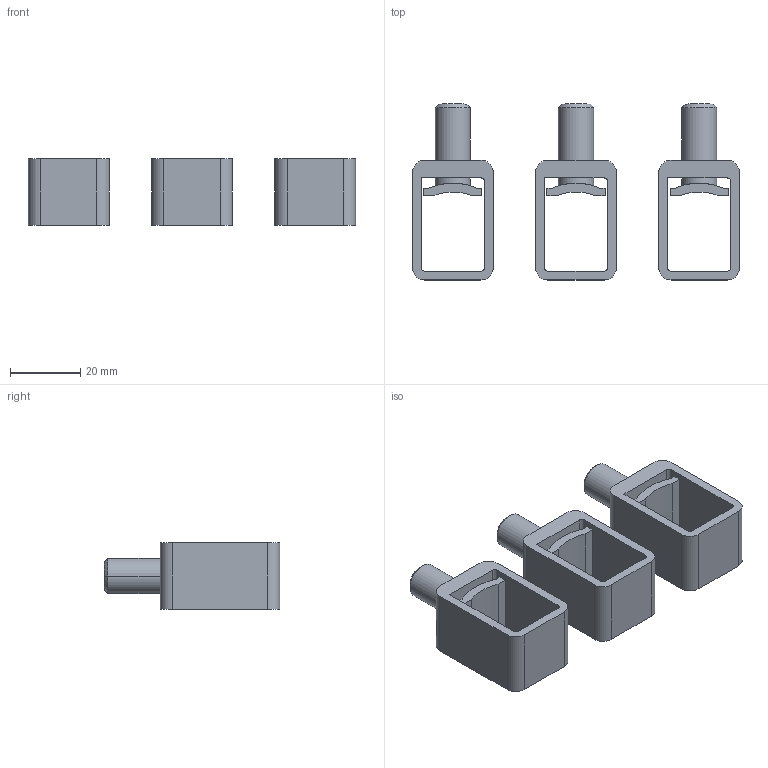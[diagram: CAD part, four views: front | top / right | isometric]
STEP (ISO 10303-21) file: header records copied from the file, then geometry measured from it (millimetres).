
FILE_DESCRIPTION(('CATIA V5 STEP Exchange'),'2;1');
FILE_NAME('1SDH001295R0597_1PA_001_00_XT4_3P_PLUG-IN_FCCu_SUP.stp','2014-11-11T15:32:15+00:00',('none'),('none'),'CATIA Version 5 Release 20 SP 1 (IN-10)','CATIA V5 STEP AP214','none');
FILE_SCHEMA(('AUTOMOTIVE_DESIGN { 1 0 10303 214 1 1 1 1 }'));
Length unit declared in the file: millimetre
Products named in the file (1): 1SDH001295R0597_1PA_001_00_XT4_3P_PLUG-IN_FCCu_SUP
Bounding box: 93 x 50 x 19 mm (x, y, z)
Volume: 22988.1 mm3; surface area: 16238 mm2
Topology: 3 solids, 3 shells, 102 faces, 255 edges, 168 vertices
Faces by surface type: plane 57, cylinder 39, cone 6
Entity records: 3623 total; most frequent: CARTESIAN_POINT 574, ORIENTED_EDGE 510, DIRECTION 381, EDGE_CURVE 255, VECTOR 171, LINE 171, VERTEX_POINT 168, AXIS2_PLACEMENT_3D 145
